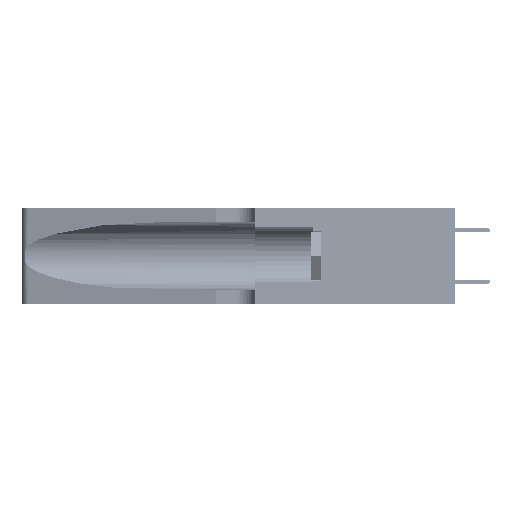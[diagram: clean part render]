
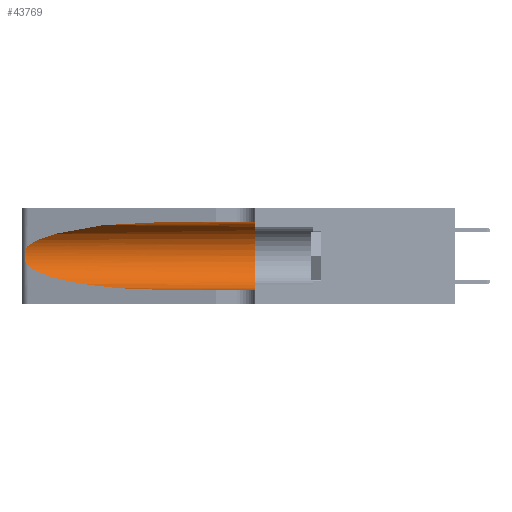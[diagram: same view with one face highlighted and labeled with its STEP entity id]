
A CAD part, left-side view. The second image highlights one B-rep face of the part: STEP entity #43769.
In plain terms, the highlighted cylindrical face has radius 3.308 mm (diameter 6.617 mm), a partial arc.
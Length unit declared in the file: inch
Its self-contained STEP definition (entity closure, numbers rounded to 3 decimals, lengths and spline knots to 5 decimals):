
#210 = CARTESIAN_POINT ( 'NONE',  ( 0.1305, 0.72297, 0.05475 ) ) ;
#1217 = CARTESIAN_POINT ( 'NONE',  ( 0.1305, 0.35, 0.31525 ) ) ;
#1346 = CARTESIAN_POINT ( 'NONE',  ( 0.26017, 1.23833, 0.17102 ) ) ;
#4954 = CARTESIAN_POINT ( 'NONE',  ( 0.2373, 1.15595, 0.08982 ) ) ;
#5750 = CARTESIAN_POINT ( 'NONE',  ( 0.1305, 0.72297, 0.05475 ) ) ;
#6574 = CARTESIAN_POINT ( 'NONE',  ( 0.25487, 1.22718, 0.14631 ) ) ;
#6619 = VECTOR ( 'NONE', #31473, 39.37008 ) ;
#6709 = CARTESIAN_POINT ( 'NONE',  ( 0.18966, 0.96281, 0.31525 ) ) ;
#7043 = CARTESIAN_POINT ( 'NONE',  ( 0.25487, 1.22718, 0.22369 ) ) ;
#7498 = ORIENTED_EDGE ( 'NONE', *, *, #41722, .T. ) ;
#8991 = EDGE_LOOP ( 'NONE', ( #40493, #29000, #43956, #7498, #28604, #41497 ) ) ;
#10714 = CARTESIAN_POINT ( 'NONE',  ( 0.25639, 1.23186, 0.15144 ) ) ;
#11244 = DIRECTION ( 'NONE',  ( 0., 0., -1. ) ) ;
#12990 = CARTESIAN_POINT ( 'NONE',  ( 0.25487, 1.22718, 0.14631 ) ) ;
#13190 = VERTEX_POINT ( 'NONE', #210 ) ;
#13982 = DIRECTION ( 'NONE',  ( 0., -1., 0. ) ) ;
#14471 = CARTESIAN_POINT ( 'NONE',  ( 0.25854, 1.2359, 0.20912 ) ) ;
#14535 = CARTESIAN_POINT ( 'NONE',  ( 0.1305, 0.35, 0.185 ) ) ;
#14732 = CARTESIAN_POINT ( 'NONE',  ( 0.26018, 1.23835, 0.19895 ) ) ;
#15026 = CARTESIAN_POINT ( 'NONE',  ( 0.1305, 0.72297, 0.31525 ) ) ;
#15062 = DIRECTION ( 'NONE',  ( 0., 0., 1. ) ) ;
#15121 = CARTESIAN_POINT ( 'NONE',  ( 0.1305, 1.61858, 0.05475 ) ) ;
#16286 = CIRCLE ( 'NONE', #48804, 0.13025 ) ;
#16669 = VERTEX_POINT ( 'NONE', #7043 ) ;
#17397 = VECTOR ( 'NONE', #13982, 39.37008 ) ;
#19300 = FACE_OUTER_BOUND ( 'NONE', #8991, .T. ) ;
#19642 = VERTEX_POINT ( 'NONE', #50239 ) ;
#21728 = CARTESIAN_POINT ( 'NONE',  ( 0.25639, 1.23184, 0.21858 ) ) ;
#26812 = CARTESIAN_POINT ( 'NONE',  ( 0.26075, 1.23896, 0.178 ) ) ;
#28604 = ORIENTED_EDGE ( 'NONE', *, *, #45165, .F. ) ;
#28781 = EDGE_CURVE ( 'NONE', #29016, #44614, #30060, .T. ) ;
#29000 = ORIENTED_EDGE ( 'NONE', *, *, #43704, .T. ) ;
#29016 = VERTEX_POINT ( 'NONE', #44396 ) ;
#30060 = LINE ( 'NONE', #50686, #17397 ) ;
#31082 = CARTESIAN_POINT ( 'NONE',  ( 0.25856, 1.23593, 0.16098 ) ) ;
#31375 = CARTESIAN_POINT ( 'NONE',  ( 0.2373, 1.15595, 0.28018 ) ) ;
#31473 = DIRECTION ( 'NONE',  ( 0., -1., 0. ) ) ;
#31602 = CYLINDRICAL_SURFACE ( 'NONE', #51253, 0.13025 ) ;
#32904 = EDGE_CURVE ( 'NONE', #29016, #16669, #35498, .T. ) ;
#34896 = DIRECTION ( 'NONE',  ( 0., 1., 0. ) ) ;
#35090 = CARTESIAN_POINT ( 'NONE',  ( 0.25787, 1.23484, 0.2124 ) ) ;
#35498 =( BOUNDED_CURVE ( )  B_SPLINE_CURVE ( 3, ( #15026, #6709, #31375, #51203 ),
 .UNSPECIFIED., .F., .F. ) 
 B_SPLINE_CURVE_WITH_KNOTS ( ( 4, 4 ),
 ( 1.5708, 2.84003 ),
 .UNSPECIFIED. ) 
 CURVE ( )  GEOMETRIC_REPRESENTATION_ITEM ( )  RATIONAL_B_SPLINE_CURVE ( ( 1., 0.87, 0.87, 1. ) ) 
 REPRESENTATION_ITEM ( '' )  );
#35624 = CARTESIAN_POINT ( 'NONE',  ( 0.1305, 1.61858, 0.185 ) ) ;
#36407 = DIRECTION ( 'NONE',  ( 0., -1., 0. ) ) ;
#38575 = CARTESIAN_POINT ( 'NONE',  ( 0.25555, 1.22993, 0.14849 ) ) ;
#39319 = VERTEX_POINT ( 'NONE', #6574 ) ;
#40282 = LINE ( 'NONE', #15121, #6619 ) ;
#40493 = ORIENTED_EDGE ( 'NONE', *, *, #32904, .T. ) ;
#41497 = ORIENTED_EDGE ( 'NONE', *, *, #28781, .F. ) ;
#41722 = EDGE_CURVE ( 'NONE', #13190, #19642, #40282, .T. ) ;
#42072 = CARTESIAN_POINT ( 'NONE',  ( 0.25487, 1.22718, 0.14631 ) ) ;
#42341 = CARTESIAN_POINT ( 'NONE',  ( 0.25555, 1.22994, 0.2215 ) ) ;
#43704 = EDGE_CURVE ( 'NONE', #16669, #39319, #49298, .T. ) ;
#43769 = ADVANCED_FACE ( 'NONE', ( #19300 ), #31602, .F. ) ;
#43956 = ORIENTED_EDGE ( 'NONE', *, *, #46864, .T. ) ;
#44396 = CARTESIAN_POINT ( 'NONE',  ( 0.1305, 0.72297, 0.31525 ) ) ;
#44614 = VERTEX_POINT ( 'NONE', #1217 ) ;
#45165 = EDGE_CURVE ( 'NONE', #44614, #19642, #16286, .T. ) ;
#46864 = EDGE_CURVE ( 'NONE', #39319, #13190, #51926, .T. ) ;
#47162 = CARTESIAN_POINT ( 'NONE',  ( 0.26075, 1.23896, 0.19203 ) ) ;
#47427 = CARTESIAN_POINT ( 'NONE',  ( 0.25789, 1.23486, 0.15765 ) ) ;
#48804 = AXIS2_PLACEMENT_3D ( 'NONE', #14535, #34896, #15062 ) ;
#49298 = B_SPLINE_CURVE_WITH_KNOTS ( 'NONE', 3,
 ( #51173, #42341, #21728, #35090, #14471, #14732, #47162, #26812, #1346, #31082, #47427, #10714, #38575, #42072 ),
 .UNSPECIFIED., .F., .F.,
 ( 4, 2, 2, 2, 2, 2, 4 ),
 ( 0., 0.00027, 0.00053, 0.00107, 0.0016, 0.00187, 0.00214 ),
 .UNSPECIFIED. ) ;
#49972 = CARTESIAN_POINT ( 'NONE',  ( 0.18966, 0.96281, 0.05475 ) ) ;
#50239 = CARTESIAN_POINT ( 'NONE',  ( 0.1305, 0.35, 0.05475 ) ) ;
#50686 = CARTESIAN_POINT ( 'NONE',  ( 0.1305, 1.61858, 0.31525 ) ) ;
#51173 = CARTESIAN_POINT ( 'NONE',  ( 0.25487, 1.22718, 0.22369 ) ) ;
#51203 = CARTESIAN_POINT ( 'NONE',  ( 0.25487, 1.22718, 0.22369 ) ) ;
#51253 = AXIS2_PLACEMENT_3D ( 'NONE', #35624, #36407, #11244 ) ;
#51926 =( BOUNDED_CURVE ( )  B_SPLINE_CURVE ( 3, ( #12990, #4954, #49972, #5750 ),
 .UNSPECIFIED., .F., .T. ) 
 B_SPLINE_CURVE_WITH_KNOTS ( ( 4, 4 ),
 ( 3.44316, 4.71239 ),
 .UNSPECIFIED. ) 
 CURVE ( )  GEOMETRIC_REPRESENTATION_ITEM ( )  RATIONAL_B_SPLINE_CURVE ( ( 1., 0.87, 0.87, 1. ) ) 
 REPRESENTATION_ITEM ( '' )  );
